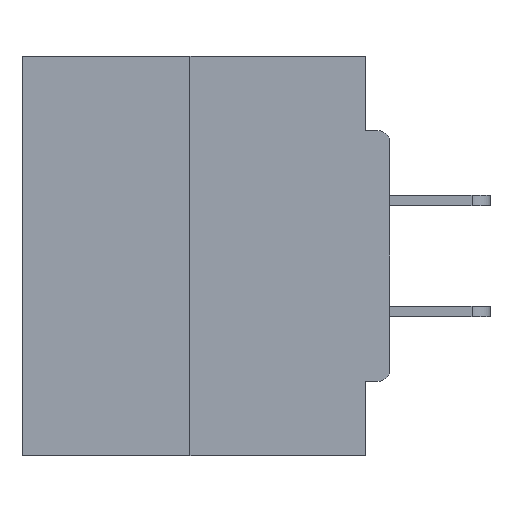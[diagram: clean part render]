
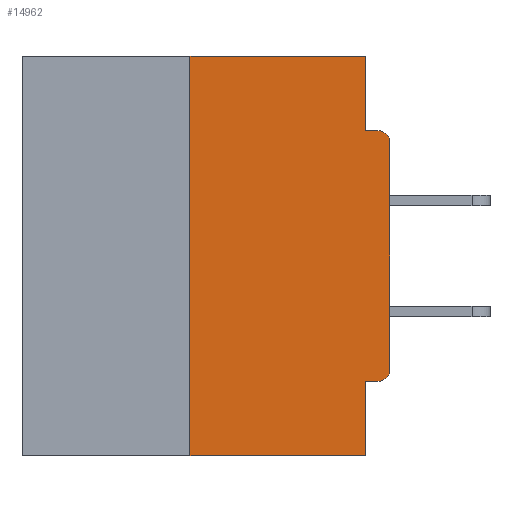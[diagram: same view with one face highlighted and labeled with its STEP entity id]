
A CAD part, left-side view. The second image highlights one B-rep face of the part: STEP entity #14962.
In plain terms, the highlighted planar face has unit normal (-1, 0, 0).
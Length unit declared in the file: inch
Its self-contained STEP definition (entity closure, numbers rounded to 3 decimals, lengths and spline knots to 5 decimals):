
#529 = CARTESIAN_POINT ( 'NONE',  ( 0., 0.031, -0.5 ) ) ;
#901 = CARTESIAN_POINT ( 'NONE',  ( 0., 0.031, 0. ) ) ;
#1733 = VERTEX_POINT ( 'NONE', #3203 ) ;
#2147 = LINE ( 'NONE', #31684, #6442 ) ;
#2446 = ORIENTED_EDGE ( 'NONE', *, *, #22572, .F. ) ;
#2858 = LINE ( 'NONE', #31345, #20713 ) ;
#3203 = CARTESIAN_POINT ( 'NONE',  ( 0., 0.25, 0. ) ) ;
#3241 = VERTEX_POINT ( 'NONE', #21827 ) ;
#3952 = CARTESIAN_POINT ( 'NONE',  ( 0., 0.46, 0. ) ) ;
#4510 = CARTESIAN_POINT ( 'NONE',  ( 0., 0.015, -0.1085 ) ) ;
#5062 = VECTOR ( 'NONE', #25341, 39.37008 ) ;
#5403 = VECTOR ( 'NONE', #13059, 39.37008 ) ;
#5769 = VECTOR ( 'NONE', #30511, 39.37008 ) ;
#6334 = VECTOR ( 'NONE', #14586, 39.37008 ) ;
#6442 = VECTOR ( 'NONE', #12348, 39.37008 ) ;
#7004 = DIRECTION ( 'NONE',  ( -1., 0., 0. ) ) ;
#7755 = CARTESIAN_POINT ( 'NONE',  ( 0., 0.015, -0.0935 ) ) ;
#8187 = EDGE_CURVE ( 'NONE', #10083, #20440, #20309, .T. ) ;
#8314 = VERTEX_POINT ( 'NONE', #16027 ) ;
#9172 = CIRCLE ( 'NONE', #16778, 0.015 ) ;
#9197 = ORIENTED_EDGE ( 'NONE', *, *, #11782, .T. ) ;
#9462 = DIRECTION ( 'NONE',  ( -1., 0., 0. ) ) ;
#10083 = VERTEX_POINT ( 'NONE', #24626 ) ;
#10219 = VERTEX_POINT ( 'NONE', #7755 ) ;
#11580 = ORIENTED_EDGE ( 'NONE', *, *, #8187, .F. ) ;
#11782 = EDGE_CURVE ( 'NONE', #16627, #3241, #32829, .T. ) ;
#12348 = DIRECTION ( 'NONE',  ( 0., -1., 0. ) ) ;
#12713 = CARTESIAN_POINT ( 'NONE',  ( 0., 0.031, -0.4065 ) ) ;
#12726 = LINE ( 'NONE', #14463, #5062 ) ;
#12945 = CARTESIAN_POINT ( 'NONE',  ( 0., 0., -0.4065 ) ) ;
#13059 = DIRECTION ( 'NONE',  ( 0., 1., 0. ) ) ;
#13157 = ORIENTED_EDGE ( 'NONE', *, *, #32889, .T. ) ;
#13991 = LINE ( 'NONE', #3952, #6334 ) ;
#14463 = CARTESIAN_POINT ( 'NONE',  ( 0., 0.25, 0. ) ) ;
#14586 = DIRECTION ( 'NONE',  ( 0., -1., 0. ) ) ;
#14853 = DIRECTION ( 'NONE',  ( 0., -1., 0. ) ) ;
#14962 = ADVANCED_FACE ( 'NONE', ( #22857 ), #25766, .F. ) ;
#14969 = VERTEX_POINT ( 'NONE', #22806 ) ;
#15159 = AXIS2_PLACEMENT_3D ( 'NONE', #19971, #25299, #30791 ) ;
#15689 = ORIENTED_EDGE ( 'NONE', *, *, #25105, .F. ) ;
#16027 = CARTESIAN_POINT ( 'NONE',  ( 0., 0.25, -0.5 ) ) ;
#16627 = VERTEX_POINT ( 'NONE', #28731 ) ;
#16778 = AXIS2_PLACEMENT_3D ( 'NONE', #34025, #9462, #22988 ) ;
#17601 = AXIS2_PLACEMENT_3D ( 'NONE', #4510, #7004, #26215 ) ;
#19445 = CIRCLE ( 'NONE', #17601, 0.015 ) ;
#19971 = CARTESIAN_POINT ( 'NONE',  ( 0., 0.46, 0. ) ) ;
#20064 = CARTESIAN_POINT ( 'NONE',  ( 0., 0., 0. ) ) ;
#20309 = LINE ( 'NONE', #12945, #5403 ) ;
#20440 = VERTEX_POINT ( 'NONE', #12713 ) ;
#20713 = VECTOR ( 'NONE', #25951, 39.37008 ) ;
#21288 = EDGE_CURVE ( 'NONE', #29164, #10219, #2147, .T. ) ;
#21827 = CARTESIAN_POINT ( 'NONE',  ( 0., 0., -0.1085 ) ) ;
#22251 = ORIENTED_EDGE ( 'NONE', *, *, #21288, .F. ) ;
#22572 = EDGE_CURVE ( 'NONE', #1733, #14969, #13991, .T. ) ;
#22806 = CARTESIAN_POINT ( 'NONE',  ( 0., 0.031, 0. ) ) ;
#22857 = FACE_OUTER_BOUND ( 'NONE', #30271, .T. ) ;
#22988 = DIRECTION ( 'NONE',  ( 0., 0., -1. ) ) ;
#23200 = EDGE_CURVE ( 'NONE', #20440, #34642, #2858, .T. ) ;
#24626 = CARTESIAN_POINT ( 'NONE',  ( 0., 0.015, -0.4065 ) ) ;
#25105 = EDGE_CURVE ( 'NONE', #8314, #1733, #12726, .T. ) ;
#25299 = DIRECTION ( 'NONE',  ( 1., 0., 0. ) ) ;
#25341 = DIRECTION ( 'NONE',  ( 0., 0., 1. ) ) ;
#25585 = VECTOR ( 'NONE', #28300, 39.37008 ) ;
#25766 = PLANE ( 'NONE',  #15159 ) ;
#25951 = DIRECTION ( 'NONE',  ( 0., 0., -1. ) ) ;
#26215 = DIRECTION ( 'NONE',  ( 0., 0., -1. ) ) ;
#26393 = LINE ( 'NONE', #26414, #31122 ) ;
#26414 = CARTESIAN_POINT ( 'NONE',  ( 0., 0.46, -0.5 ) ) ;
#27455 = ORIENTED_EDGE ( 'NONE', *, *, #23200, .F. ) ;
#28258 = ORIENTED_EDGE ( 'NONE', *, *, #34055, .T. ) ;
#28300 = DIRECTION ( 'NONE',  ( 0., 0., 1. ) ) ;
#28731 = CARTESIAN_POINT ( 'NONE',  ( 0., 0., -0.3915 ) ) ;
#28795 = LINE ( 'NONE', #901, #5769 ) ;
#28958 = EDGE_CURVE ( 'NONE', #8314, #34642, #26393, .T. ) ;
#29164 = VERTEX_POINT ( 'NONE', #30000 ) ;
#30000 = CARTESIAN_POINT ( 'NONE',  ( 0., 0.031, -0.0935 ) ) ;
#30271 = EDGE_LOOP ( 'NONE', ( #2446, #15689, #31429, #27455, #11580, #28258, #9197, #13157, #22251, #30931 ) ) ;
#30511 = DIRECTION ( 'NONE',  ( 0., 0., -1. ) ) ;
#30791 = DIRECTION ( 'NONE',  ( 0., 0., -1. ) ) ;
#30931 = ORIENTED_EDGE ( 'NONE', *, *, #33718, .F. ) ;
#31122 = VECTOR ( 'NONE', #14853, 39.37008 ) ;
#31345 = CARTESIAN_POINT ( 'NONE',  ( 0., 0.031, -0.5 ) ) ;
#31429 = ORIENTED_EDGE ( 'NONE', *, *, #28958, .T. ) ;
#31684 = CARTESIAN_POINT ( 'NONE',  ( 0., 0., -0.0935 ) ) ;
#32829 = LINE ( 'NONE', #20064, #25585 ) ;
#32889 = EDGE_CURVE ( 'NONE', #3241, #10219, #19445, .T. ) ;
#33718 = EDGE_CURVE ( 'NONE', #14969, #29164, #28795, .T. ) ;
#34025 = CARTESIAN_POINT ( 'NONE',  ( 0., 0.015, -0.3915 ) ) ;
#34055 = EDGE_CURVE ( 'NONE', #10083, #16627, #9172, .T. ) ;
#34642 = VERTEX_POINT ( 'NONE', #529 ) ;
